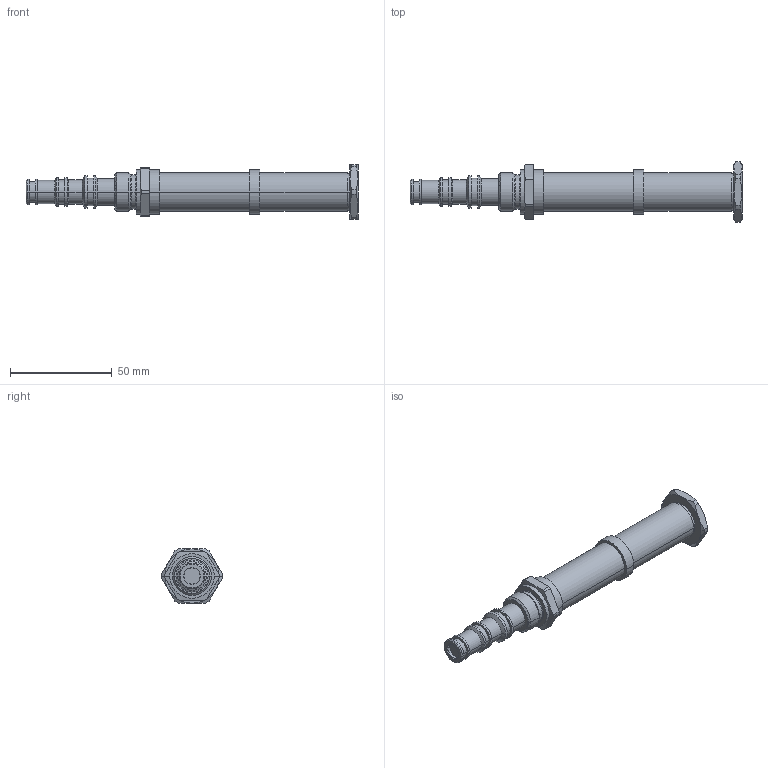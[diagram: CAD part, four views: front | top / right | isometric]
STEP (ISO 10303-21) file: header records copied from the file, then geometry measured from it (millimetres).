
FILE_DESCRIPTION((''),'2;1');
FILE_NAME('1000307761_PRT','2022-03-17T12:49:19',('windchill'),(''),'CREO PARAMETRIC BY PTC INC, 2019444','CREO PARAMETRIC BY PTC INC, 2019444','');
FILE_SCHEMA(('AUTOMOTIVE_DESIGN { 1 0 10303 214 1 1 1 1 }'));
Length unit declared in the file: millimetre
Products named in the file (1): 1000307761_PRT
Bounding box: 163.55 x 30 x 27 mm (x, y, z)
Volume: 42560.3 mm3; surface area: 12024.3 mm2
Topology: 1 solids, 2 shells, 119 faces, 264 edges, 164 vertices
Faces by surface type: cylinder 56, plane 31, cone 28, torus 4
Entity records: 4885 total; most frequent: CARTESIAN_POINT 952, DIRECTION 630, ORIENTED_EDGE 524, PRESENTATION_STYLE_ASSIGNMENT 266, STYLED_ITEM 266, AXIS2_PLACEMENT_3D 264, CURVE_STYLE 264, EDGE_CURVE 264
